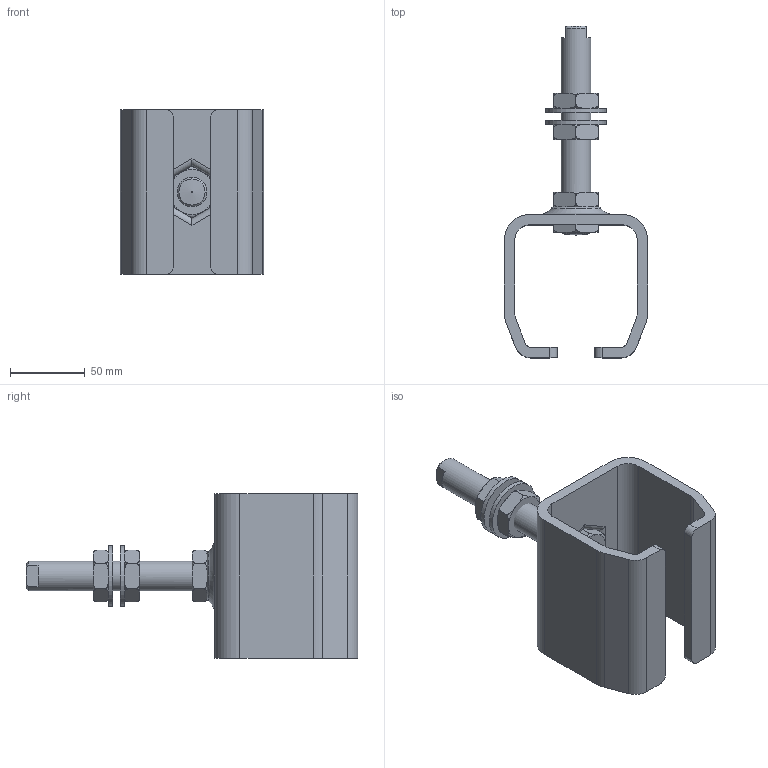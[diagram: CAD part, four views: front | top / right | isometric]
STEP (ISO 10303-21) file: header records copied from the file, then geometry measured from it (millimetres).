
FILE_DESCRIPTION(/* description */ ('Support à Tige Filetée'),/* implementation_level */ '2;1');
FILE_NAME(/* name */ '9061L.stp',/* time_stamp */ '2017-04-05T08:20:59+02:00',/* author */ ('Giuliano'),/* organization */ (''),/* preprocessor_version */ 'ST-DEVELOPER v16.5',/* originating_system */ 'Autodesk Inventor 2017',/* authorisation */ '');
FILE_SCHEMA (('AUTOMOTIVE_DESIGN { 1 0 10303 214 3 1 1 }'));
Length unit declared in the file: millimetre
Products named in the file (6): 9061L; 15995-B; PT8571L; 14980; 15748; 06017
Assembly tree (9 placements, depth 3):
  9061L
    15995-B
    06017
    PT8571L
      14980
      15748  x2
      06017  x3
Bounding box: 96 x 222.24 x 110 mm (x, y, z)
Volume: 301632.1 mm3; surface area: 97134.1 mm2
Topology: 8 solids, 8 shells, 154 faces, 356 edges, 220 vertices
Faces by surface type: plane 68, torus 50, cylinder 32, cone 4
Full cylindrical faces by diameter (mm): 17.294 x4, 20 x1, 20.1 x2, 21 x1, 40.3 x2
Entity records: 2897 total; most frequent: CARTESIAN_POINT 707, DIRECTION 448, ORIENTED_EDGE 402, EDGE_CURVE 201, AXIS2_PLACEMENT_3D 173, VERTEX_POINT 132, EDGE_LOOP 103, LINE 102
